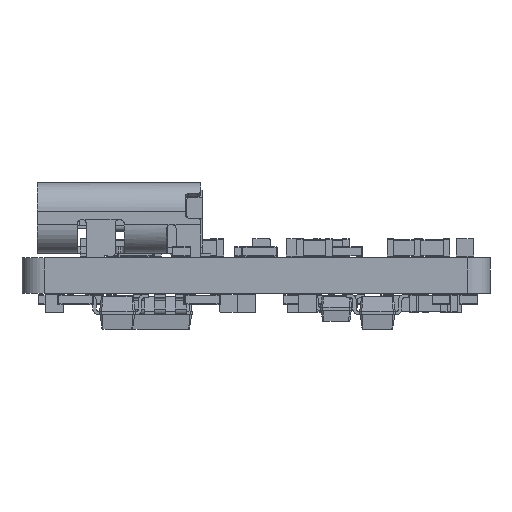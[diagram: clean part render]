
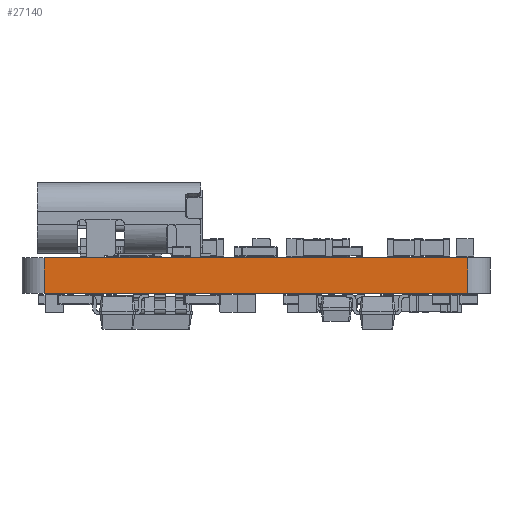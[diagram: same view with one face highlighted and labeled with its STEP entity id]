
A CAD part, front view. The second image highlights one B-rep face of the part: STEP entity #27140.
In plain terms, the highlighted planar face has unit normal (0, -1, 0).
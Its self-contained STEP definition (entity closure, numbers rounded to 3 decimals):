
#26588 = VERTEX_POINT('',#26589);
#26589 = CARTESIAN_POINT('',(151.,-85.2,0.));
#26596 = EDGE_CURVE('',#26597,#26588,#26599,.T.);
#26597 = VERTEX_POINT('',#26598);
#26598 = CARTESIAN_POINT('',(170.,-85.2,0.));
#26599 = LINE('',#26600,#26601);
#26600 = CARTESIAN_POINT('',(170.,-85.2,0.));
#26601 = VECTOR('',#26602,1.);
#26602 = DIRECTION('',(-1.,0.,0.));
#26842 = VERTEX_POINT('',#26843);
#26843 = CARTESIAN_POINT('',(151.,-85.2,1.6));
#26850 = EDGE_CURVE('',#26851,#26842,#26853,.T.);
#26851 = VERTEX_POINT('',#26852);
#26852 = CARTESIAN_POINT('',(170.,-85.2,1.6));
#26853 = LINE('',#26854,#26855);
#26854 = CARTESIAN_POINT('',(170.,-85.2,1.6));
#26855 = VECTOR('',#26856,1.);
#26856 = DIRECTION('',(-1.,0.,0.));
#27112 = EDGE_CURVE('',#26597,#26851,#27113,.T.);
#27113 = LINE('',#27114,#27115);
#27114 = CARTESIAN_POINT('',(170.,-85.2,0.));
#27115 = VECTOR('',#27116,1.);
#27116 = DIRECTION('',(0.,0.,1.));
#27140 = ADVANCED_FACE('',(#27141),#27152,.T.);
#27141 = FACE_BOUND('',#27142,.T.);
#27142 = EDGE_LOOP('',(#27143,#27144,#27145,#27151));
#27143 = ORIENTED_EDGE('',*,*,#27112,.T.);
#27144 = ORIENTED_EDGE('',*,*,#26850,.T.);
#27145 = ORIENTED_EDGE('',*,*,#27146,.F.);
#27146 = EDGE_CURVE('',#26588,#26842,#27147,.T.);
#27147 = LINE('',#27148,#27149);
#27148 = CARTESIAN_POINT('',(151.,-85.2,0.));
#27149 = VECTOR('',#27150,1.);
#27150 = DIRECTION('',(0.,0.,1.));
#27151 = ORIENTED_EDGE('',*,*,#26596,.F.);
#27152 = PLANE('',#27153);
#27153 = AXIS2_PLACEMENT_3D('',#27154,#27155,#27156);
#27154 = CARTESIAN_POINT('',(170.,-85.2,0.));
#27155 = DIRECTION('',(0.,-1.,0.));
#27156 = DIRECTION('',(-1.,0.,0.));
